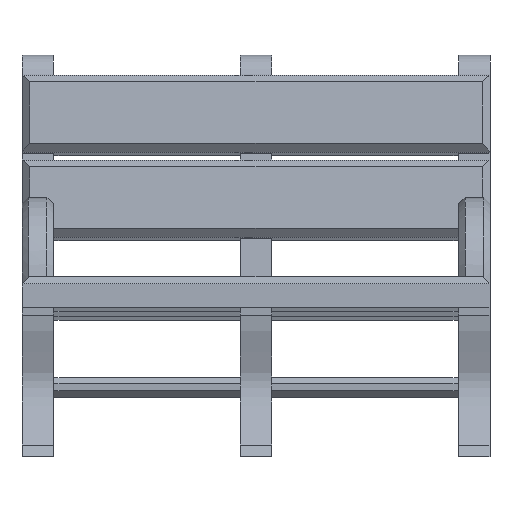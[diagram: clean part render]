
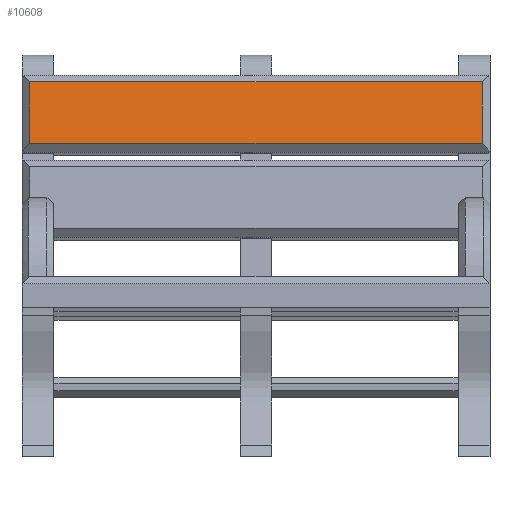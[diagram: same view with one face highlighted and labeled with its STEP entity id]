
A CAD part, front view. The second image highlights one B-rep face of the part: STEP entity #10608.
In plain terms, the highlighted planar face has unit normal (0, -0.99, 0.139).
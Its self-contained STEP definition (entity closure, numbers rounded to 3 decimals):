
#852=PLANE('',#11110);
#1376=FACE_OUTER_BOUND('',#1924,.T.);
#1924=EDGE_LOOP('',(#9971,#9972,#9973,#9974));
#3056=LINE('',#20769,#4197);
#3059=LINE('',#20775,#4200);
#3062=LINE('',#20779,#4203);
#3063=LINE('',#20781,#4204);
#4197=VECTOR('',#13174,10.);
#4200=VECTOR('',#13179,10.);
#4203=VECTOR('',#13184,10.);
#4204=VECTOR('',#13187,10.);
#5343=VERTEX_POINT('',#20767);
#5344=VERTEX_POINT('',#20768);
#5345=VERTEX_POINT('',#20773);
#5346=VERTEX_POINT('',#20774);
#6893=EDGE_CURVE('',#5343,#5344,#3056,.T.);
#6896=EDGE_CURVE('',#5345,#5346,#3059,.T.);
#6899=EDGE_CURVE('',#5346,#5343,#3062,.T.);
#6900=EDGE_CURVE('',#5344,#5345,#3063,.T.);
#9971=ORIENTED_EDGE('',*,*,#6896,.F.);
#9972=ORIENTED_EDGE('',*,*,#6900,.F.);
#9973=ORIENTED_EDGE('',*,*,#6893,.F.);
#9974=ORIENTED_EDGE('',*,*,#6899,.F.);
#10608=ADVANCED_FACE('',(#1376),#852,.T.);
#11110=AXIS2_PLACEMENT_3D('',#20784,#13191,#13192);
#13174=DIRECTION('',(0.,0.139,0.99));
#13179=DIRECTION('',(0.,-0.139,-0.99));
#13184=DIRECTION('',(-1.,0.,0.));
#13187=DIRECTION('',(1.,0.,0.));
#13191=DIRECTION('center_axis',(0.,-0.99,0.139));
#13192=DIRECTION('ref_axis',(0.,-0.139,-0.99));
#20767=CARTESIAN_POINT('',(-29.,18.766,36.043));
#20768=CARTESIAN_POINT('',(-29.,19.88,43.965));
#20769=CARTESIAN_POINT('',(-29.,19.288,39.757));
#20773=CARTESIAN_POINT('',(29.,19.88,43.965));
#20774=CARTESIAN_POINT('',(29.,18.766,36.043));
#20775=CARTESIAN_POINT('',(29.,19.288,39.757));
#20779=CARTESIAN_POINT('',(-30.,18.766,36.043));
#20781=CARTESIAN_POINT('',(-30.,19.88,43.965));
#20784=CARTESIAN_POINT('Origin',(-30.,20.019,44.956));
